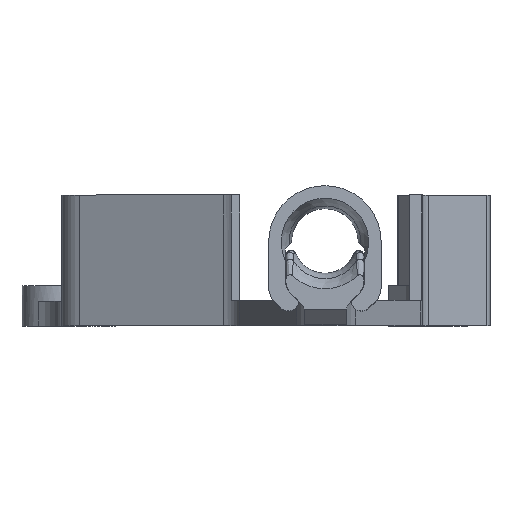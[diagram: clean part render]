
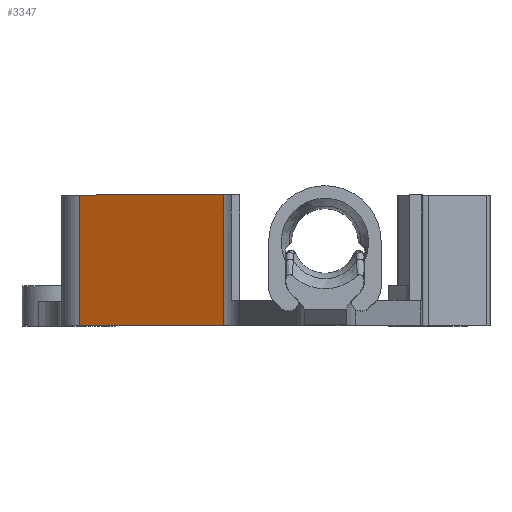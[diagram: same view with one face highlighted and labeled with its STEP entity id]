
A CAD part, top view. The second image highlights one B-rep face of the part: STEP entity #3347.
In plain terms, the highlighted planar face has unit normal (-0.42, 0, 0.907).
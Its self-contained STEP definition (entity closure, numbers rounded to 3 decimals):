
#406=FACE_OUTER_BOUND('',#588,.T.);
#588=EDGE_LOOP('',(#2480,#2481,#2482,#2483));
#826=LINE('',#5605,#1119);
#827=LINE('',#5609,#1120);
#828=LINE('',#5611,#1121);
#829=LINE('',#5612,#1122);
#1119=VECTOR('',#4151,10.);
#1120=VECTOR('',#4156,10.);
#1121=VECTOR('',#4157,10.);
#1122=VECTOR('',#4158,10.);
#1464=VERTEX_POINT('',#5602);
#1465=VERTEX_POINT('',#5604);
#1466=VERTEX_POINT('',#5608);
#1467=VERTEX_POINT('',#5610);
#1853=EDGE_CURVE('',#1464,#1465,#826,.T.);
#1855=EDGE_CURVE('',#1466,#1464,#827,.T.);
#1856=EDGE_CURVE('',#1467,#1466,#828,.T.);
#1857=EDGE_CURVE('',#1465,#1467,#829,.F.);
#2480=ORIENTED_EDGE('',*,*,#1853,.F.);
#2481=ORIENTED_EDGE('',*,*,#1855,.F.);
#2482=ORIENTED_EDGE('',*,*,#1856,.F.);
#2483=ORIENTED_EDGE('',*,*,#1857,.F.);
#3236=PLANE('',#3612);
#3347=ADVANCED_FACE('',(#406),#3236,.T.);
#3612=AXIS2_PLACEMENT_3D('',#5607,#4154,#4155);
#4151=DIRECTION('',(0.,-1.,0.));
#4154=DIRECTION('center_axis',(-0.42,0.,
0.907));
#4155=DIRECTION('ref_axis',(-0.907,0.,-0.42));
#4156=DIRECTION('',(0.907,0.,0.42));
#4157=DIRECTION('',(0.,1.,0.));
#4158=DIRECTION('',(0.907,0.,0.42));
#5602=CARTESIAN_POINT('',(-8.123,41.129,36.023));
#5604=CARTESIAN_POINT('',(-8.123,28.579,36.023));
#5605=CARTESIAN_POINT('',(-8.123,30.479,36.023));
#5607=CARTESIAN_POINT('Origin',(-7.07,32.479,36.511));
#5608=CARTESIAN_POINT('',(-21.957,41.129,29.614));
#5609=CARTESIAN_POINT('',(-23.694,41.129,28.809));
#5610=CARTESIAN_POINT('',(-21.957,28.579,29.614));
#5611=CARTESIAN_POINT('',(-21.957,32.479,29.614));
#5612=CARTESIAN_POINT('',(-1.569,28.579,39.059));
